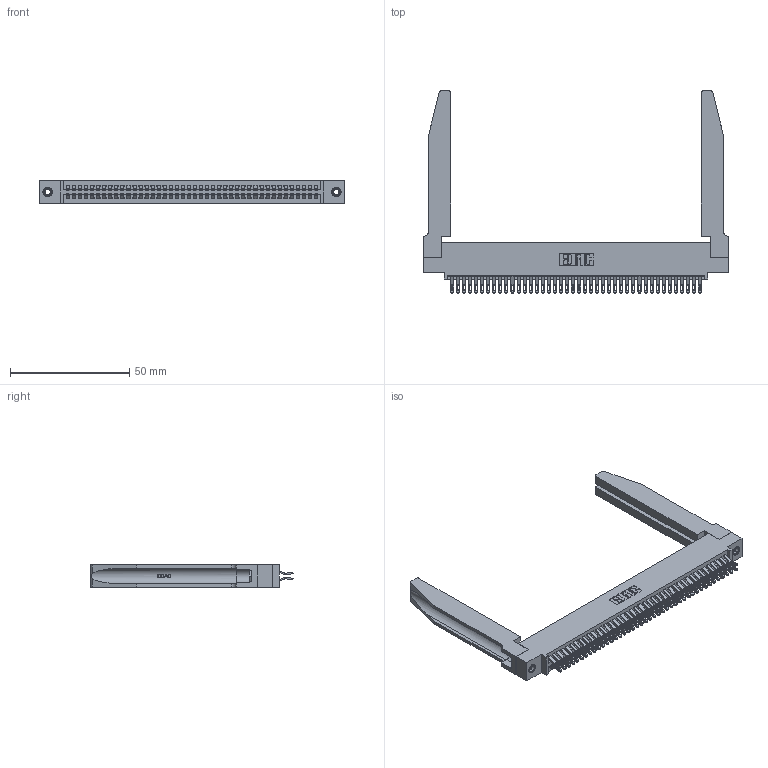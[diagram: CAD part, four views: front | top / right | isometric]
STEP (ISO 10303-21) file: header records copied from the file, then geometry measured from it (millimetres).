
FILE_DESCRIPTION (( 'STEP AP203' ), '1' );
FILE_NAME ('395-084-555-578.STEP', '2019-10-25T10:07:26', ( '' ), ( '' ), 'SwSTEP 2.0', 'SolidWorks 2016', '' );
FILE_SCHEMA (( 'CONFIG_CONTROL_DESIGN' ));
Length unit declared in the file: inch
Products named in the file (5): 345 Part_0.110 Offset - 0.156 Dia-TH; 345-292-001_555 Tail; 345-250-001_345-250-001-102; 345-220-078_345-220-078; 395-084-555-578
Assembly tree (89 placements, depth 2):
  395-084-555-578
    345 Part_0.110 Offset - 0.156 Dia-TH
    345-292-001_555 Tail  x84
    345-250-001_345-250-001-102  x2
    345-220-078_345-220-078  x2
Bounding box: 127.91 x 84.89 x 9.4 mm (x, y, z)
Volume: 20366.4 mm3; surface area: 26397.7 mm2
Topology: 89 solids, 89 shells, 5068 faces, 15829 edges, 10542 vertices
Faces by surface type: plane 2830, cylinder 2186, bspline 36, cone 12, torus 4
Entity records: 38152 total; most frequent: CARTESIAN_POINT 7349, ORIENTED_EDGE 6150, DIRECTION 5441, EDGE_CURVE 3075, LINE 2661, VECTOR 2661, VERTEX_POINT 2044, AXIS2_PLACEMENT_3D 1390
